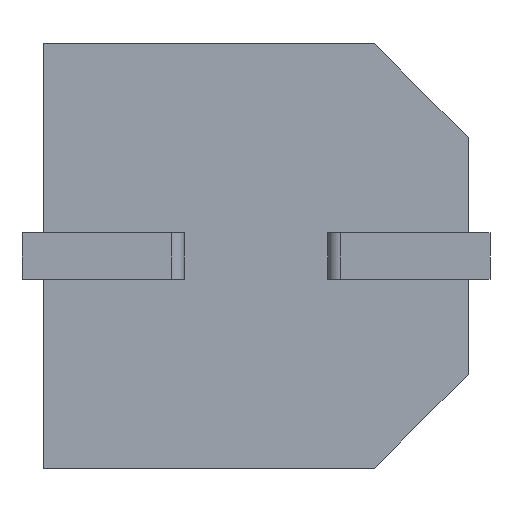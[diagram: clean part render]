
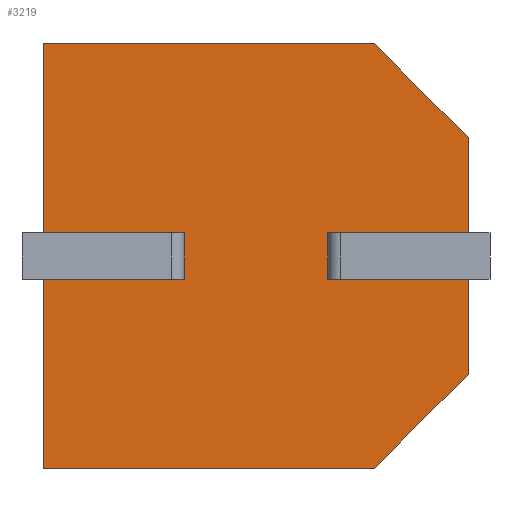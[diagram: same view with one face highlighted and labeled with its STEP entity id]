
A CAD part, front view. The second image highlights one B-rep face of the part: STEP entity #3219.
In plain terms, the highlighted planar face has unit normal (0, -1, 0).
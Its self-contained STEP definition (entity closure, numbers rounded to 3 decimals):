
#104 = CARTESIAN_POINT ( 'NONE',  ( 6.8, 0., -5.301 ) ) ;
#107 = ORIENTED_EDGE ( 'NONE', *, *, #2287, .T. ) ;
#141 = CARTESIAN_POINT ( 'NONE',  ( 2.25, 0., -3.775 ) ) ;
#169 = DIRECTION ( 'NONE',  ( 0., 0., -1. ) ) ;
#183 = CARTESIAN_POINT ( 'NONE',  ( 5.301, 0., 0. ) ) ;
#270 = VECTOR ( 'NONE', #3056, 1000. ) ;
#371 = FACE_OUTER_BOUND ( 'NONE', #1822, .T. ) ;
#387 = ORIENTED_EDGE ( 'NONE', *, *, #2034, .F. ) ;
#470 = EDGE_CURVE ( 'NONE', #2181, #3263, #1356, .T. ) ;
#498 = ORIENTED_EDGE ( 'NONE', *, *, #2410, .F. ) ;
#521 = ORIENTED_EDGE ( 'NONE', *, *, #1064, .T. ) ;
#568 = VERTEX_POINT ( 'NONE', #2841 ) ;
#593 = VECTOR ( 'NONE', #2587, 1000. ) ;
#658 = LINE ( 'NONE', #141, #2473 ) ;
#683 = VERTEX_POINT ( 'NONE', #1236 ) ;
#708 = VECTOR ( 'NONE', #849, 1000. ) ;
#737 = DIRECTION ( 'NONE',  ( 0., 0., 1. ) ) ;
#740 = EDGE_CURVE ( 'NONE', #683, #3228, #964, .T. ) ;
#807 = CARTESIAN_POINT ( 'NONE',  ( 4.55, 0., -3.775 ) ) ;
#808 = VERTEX_POINT ( 'NONE', #3505 ) ;
#849 = DIRECTION ( 'NONE',  ( 0., 0., -1. ) ) ;
#927 = CARTESIAN_POINT ( 'NONE',  ( 4.55, 0., -3.775 ) ) ;
#953 = PLANE ( 'NONE',  #3089 ) ;
#964 = LINE ( 'NONE', #104, #2749 ) ;
#1031 = VERTEX_POINT ( 'NONE', #1587 ) ;
#1064 = EDGE_CURVE ( 'NONE', #3263, #3156, #2927, .T. ) ;
#1100 = CARTESIAN_POINT ( 'NONE',  ( 0., 0., -6.8 ) ) ;
#1103 = ORIENTED_EDGE ( 'NONE', *, *, #470, .T. ) ;
#1137 = LINE ( 'NONE', #1100, #2714 ) ;
#1152 = EDGE_CURVE ( 'NONE', #568, #808, #2911, .T. ) ;
#1236 = CARTESIAN_POINT ( 'NONE',  ( 5.301, 0., -6.8 ) ) ;
#1244 = EDGE_CURVE ( 'NONE', #568, #3156, #1677, .T. ) ;
#1321 = VERTEX_POINT ( 'NONE', #2574 ) ;
#1356 = LINE ( 'NONE', #807, #3418 ) ;
#1418 = CARTESIAN_POINT ( 'NONE',  ( 0., 0., -3.025 ) ) ;
#1432 = CARTESIAN_POINT ( 'NONE',  ( 0., 0., 0. ) ) ;
#1461 = LINE ( 'NONE', #2528, #1598 ) ;
#1470 = CARTESIAN_POINT ( 'NONE',  ( 0., 0., -3.775 ) ) ;
#1517 = CARTESIAN_POINT ( 'NONE',  ( 2.25, 0., -3.025 ) ) ;
#1552 = ORIENTED_EDGE ( 'NONE', *, *, #2128, .T. ) ;
#1587 = CARTESIAN_POINT ( 'NONE',  ( 2.25, 0., -3.775 ) ) ;
#1598 = VECTOR ( 'NONE', #169, 1000. ) ;
#1600 = CARTESIAN_POINT ( 'NONE',  ( 4.55, 0., -3.025 ) ) ;
#1628 = CARTESIAN_POINT ( 'NONE',  ( 0., 0., 0. ) ) ;
#1641 = ORIENTED_EDGE ( 'NONE', *, *, #3428, .F. ) ;
#1653 = VECTOR ( 'NONE', #1712, 1000. ) ;
#1665 = CARTESIAN_POINT ( 'NONE',  ( 2.25, 0., -3.775 ) ) ;
#1677 = LINE ( 'NONE', #2989, #708 ) ;
#1681 = ORIENTED_EDGE ( 'NONE', *, *, #1859, .F. ) ;
#1712 = DIRECTION ( 'NONE',  ( 1., 0., 0. ) ) ;
#1749 = CARTESIAN_POINT ( 'NONE',  ( 0., 0., 0. ) ) ;
#1757 = EDGE_CURVE ( 'NONE', #2606, #3353, #1461, .T. ) ;
#1760 = EDGE_CURVE ( 'NONE', #3270, #2335, #2603, .T. ) ;
#1803 = CARTESIAN_POINT ( 'NONE',  ( 6.8, 0., -3.025 ) ) ;
#1822 = EDGE_LOOP ( 'NONE', ( #387, #1103, #521, #2095, #2823, #2974, #2652, #1641, #1681, #1552, #3474, #107, #2169, #498 ) ) ;
#1838 = LINE ( 'NONE', #2922, #3060 ) ;
#1859 = EDGE_CURVE ( 'NONE', #1031, #1321, #658, .T. ) ;
#1899 = DIRECTION ( 'NONE',  ( -1., 0., 0. ) ) ;
#2034 = EDGE_CURVE ( 'NONE', #2181, #2132, #2790, .T. ) ;
#2043 = VECTOR ( 'NONE', #1899, 1000. ) ;
#2053 = EDGE_CURVE ( 'NONE', #3270, #808, #2770, .T. ) ;
#2095 = ORIENTED_EDGE ( 'NONE', *, *, #1244, .F. ) ;
#2128 = EDGE_CURVE ( 'NONE', #1031, #2606, #2438, .T. ) ;
#2131 = DIRECTION ( 'NONE',  ( -0.707, 0., 0.707 ) ) ;
#2132 = VERTEX_POINT ( 'NONE', #2471 ) ;
#2169 = ORIENTED_EDGE ( 'NONE', *, *, #740, .T. ) ;
#2171 = DIRECTION ( 'NONE',  ( 0., 0., 1. ) ) ;
#2181 = VERTEX_POINT ( 'NONE', #927 ) ;
#2287 = EDGE_CURVE ( 'NONE', #3353, #683, #1137, .T. ) ;
#2305 = LINE ( 'NONE', #1517, #593 ) ;
#2317 = DIRECTION ( 'NONE',  ( 0., 0., 1. ) ) ;
#2335 = VERTEX_POINT ( 'NONE', #1418 ) ;
#2389 = DIRECTION ( 'NONE',  ( 0., 1., 0. ) ) ;
#2410 = EDGE_CURVE ( 'NONE', #2132, #3228, #1838, .T. ) ;
#2424 = CARTESIAN_POINT ( 'NONE',  ( 6.8, 0., -5.301 ) ) ;
#2438 = LINE ( 'NONE', #1665, #2043 ) ;
#2471 = CARTESIAN_POINT ( 'NONE',  ( 6.8, 0., -3.775 ) ) ;
#2473 = VECTOR ( 'NONE', #2317, 1000. ) ;
#2478 = CARTESIAN_POINT ( 'NONE',  ( 4.55, 0., -3.775 ) ) ;
#2528 = CARTESIAN_POINT ( 'NONE',  ( 0., 0., 0. ) ) ;
#2530 = VECTOR ( 'NONE', #2654, 1000. ) ;
#2533 = DIRECTION ( 'NONE',  ( 0.707, 0., 0.707 ) ) ;
#2564 = DIRECTION ( 'NONE',  ( 0., 0., -1. ) ) ;
#2574 = CARTESIAN_POINT ( 'NONE',  ( 2.25, 0., -3.025 ) ) ;
#2587 = DIRECTION ( 'NONE',  ( -1., 0., 0. ) ) ;
#2603 = LINE ( 'NONE', #1749, #2888 ) ;
#2606 = VERTEX_POINT ( 'NONE', #1470 ) ;
#2626 = CARTESIAN_POINT ( 'NONE',  ( 0., 0., 0. ) ) ;
#2652 = ORIENTED_EDGE ( 'NONE', *, *, #1760, .T. ) ;
#2654 = DIRECTION ( 'NONE',  ( 1., 0., 0. ) ) ;
#2714 = VECTOR ( 'NONE', #2779, 1000. ) ;
#2749 = VECTOR ( 'NONE', #2533, 1000. ) ;
#2770 = LINE ( 'NONE', #1432, #270 ) ;
#2779 = DIRECTION ( 'NONE',  ( 1., 0., 0. ) ) ;
#2790 = LINE ( 'NONE', #2478, #1653 ) ;
#2823 = ORIENTED_EDGE ( 'NONE', *, *, #1152, .T. ) ;
#2841 = CARTESIAN_POINT ( 'NONE',  ( 6.8, 0., -1.499 ) ) ;
#2886 = DIRECTION ( 'NONE',  ( 0., 0., -1. ) ) ;
#2888 = VECTOR ( 'NONE', #2564, 1000. ) ;
#2911 = LINE ( 'NONE', #183, #3435 ) ;
#2922 = CARTESIAN_POINT ( 'NONE',  ( 6.8, 0., 0. ) ) ;
#2927 = LINE ( 'NONE', #3187, #2530 ) ;
#2974 = ORIENTED_EDGE ( 'NONE', *, *, #2053, .F. ) ;
#2989 = CARTESIAN_POINT ( 'NONE',  ( 6.8, 0., 0. ) ) ;
#3056 = DIRECTION ( 'NONE',  ( 1., 0., 0. ) ) ;
#3060 = VECTOR ( 'NONE', #2886, 1000. ) ;
#3072 = CARTESIAN_POINT ( 'NONE',  ( 0., 0., -6.8 ) ) ;
#3089 = AXIS2_PLACEMENT_3D ( 'NONE', #1628, #2389, #737 ) ;
#3156 = VERTEX_POINT ( 'NONE', #1803 ) ;
#3187 = CARTESIAN_POINT ( 'NONE',  ( 4.55, 0., -3.025 ) ) ;
#3219 = ADVANCED_FACE ( 'NONE', ( #371 ), #953, .F. ) ;
#3228 = VERTEX_POINT ( 'NONE', #2424 ) ;
#3263 = VERTEX_POINT ( 'NONE', #1600 ) ;
#3270 = VERTEX_POINT ( 'NONE', #2626 ) ;
#3353 = VERTEX_POINT ( 'NONE', #3072 ) ;
#3418 = VECTOR ( 'NONE', #2171, 1000. ) ;
#3428 = EDGE_CURVE ( 'NONE', #1321, #2335, #2305, .T. ) ;
#3435 = VECTOR ( 'NONE', #2131, 1000. ) ;
#3474 = ORIENTED_EDGE ( 'NONE', *, *, #1757, .T. ) ;
#3505 = CARTESIAN_POINT ( 'NONE',  ( 5.301, 0., 0. ) ) ;
